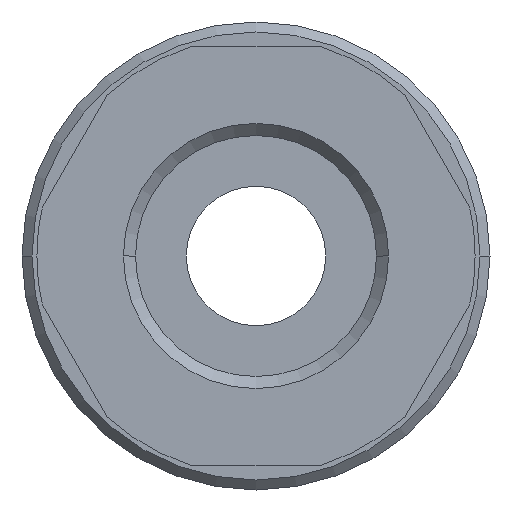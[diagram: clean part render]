
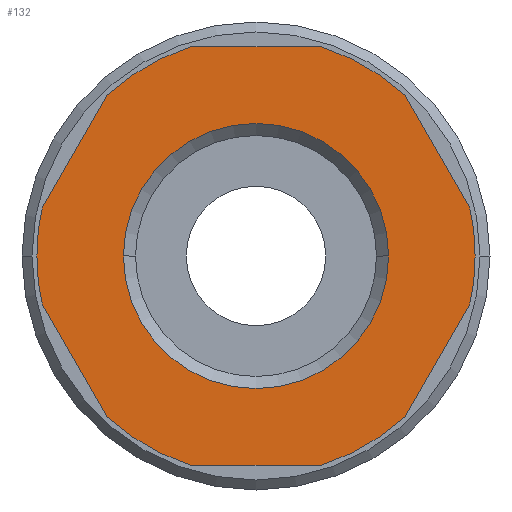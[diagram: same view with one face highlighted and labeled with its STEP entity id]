
A CAD part, front view. The second image highlights one B-rep face of the part: STEP entity #132.
In plain terms, the highlighted planar face has unit normal (0, -1, 0).
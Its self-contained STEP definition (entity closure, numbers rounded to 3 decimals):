
#132=ADVANCED_FACE('',(#346,#347),#348,.T.);
#346=FACE_BOUND('',#645,.T.);
#347=FACE_OUTER_BOUND('',#646,.T.);
#348=PLANE('',#647);
#645=EDGE_LOOP('',(#984,#985));
#646=EDGE_LOOP('',(#986,#987,#988,#989,#990,#991,#992,#993,#994,#995,#996,#997,#998,#999));
#647=AXIS2_PLACEMENT_3D('',#1000,#1001,#1002);
#984=ORIENTED_EDGE('',*,*,#1746,.T.);
#985=ORIENTED_EDGE('',*,*,#1747,.T.);
#986=ORIENTED_EDGE('',*,*,#1748,.T.);
#987=ORIENTED_EDGE('',*,*,#1749,.F.);
#988=ORIENTED_EDGE('',*,*,#1750,.T.);
#989=ORIENTED_EDGE('',*,*,#1751,.F.);
#990=ORIENTED_EDGE('',*,*,#1752,.T.);
#991=ORIENTED_EDGE('',*,*,#1753,.F.);
#992=ORIENTED_EDGE('',*,*,#1754,.F.);
#993=ORIENTED_EDGE('',*,*,#1755,.T.);
#994=ORIENTED_EDGE('',*,*,#1756,.F.);
#995=ORIENTED_EDGE('',*,*,#1757,.T.);
#996=ORIENTED_EDGE('',*,*,#1758,.F.);
#997=ORIENTED_EDGE('',*,*,#1759,.T.);
#998=ORIENTED_EDGE('',*,*,#1760,.F.);
#999=ORIENTED_EDGE('',*,*,#1761,.F.);
#1000=CARTESIAN_POINT('',(5.5,0.0,0.0));
#1001=DIRECTION('',(-0.0,-1.0,-0.0));
#1002=DIRECTION('',(-1.0,0.0,0.0));
#1746=EDGE_CURVE('',#2083,#2084,#2085,.T.);
#1747=EDGE_CURVE('',#2084,#2083,#2086,.T.);
#1748=EDGE_CURVE('',#2087,#2088,#2089,.T.);
#1749=EDGE_CURVE('',#2090,#2088,#2091,.T.);
#1750=EDGE_CURVE('',#2090,#2092,#2093,.T.);
#1751=EDGE_CURVE('',#2094,#2092,#2095,.T.);
#1752=EDGE_CURVE('',#2094,#2096,#2097,.T.);
#1753=EDGE_CURVE('',#2098,#2096,#2099,.T.);
#1754=EDGE_CURVE('',#2100,#2098,#2101,.T.);
#1755=EDGE_CURVE('',#2100,#2102,#2103,.T.);
#1756=EDGE_CURVE('',#2104,#2102,#2105,.T.);
#1757=EDGE_CURVE('',#2104,#2106,#2107,.T.);
#1758=EDGE_CURVE('',#2108,#2106,#2109,.T.);
#1759=EDGE_CURVE('',#2108,#2110,#2111,.T.);
#1760=EDGE_CURVE('',#2112,#2110,#2113,.T.);
#1761=EDGE_CURVE('',#2087,#2112,#2114,.T.);
#2083=VERTEX_POINT('',#2581);
#2084=VERTEX_POINT('',#2582);
#2085=CIRCLE('',#2583,6.655);
#2086=CIRCLE('',#2584,6.655);
#2087=VERTEX_POINT('',#2585);
#2088=VERTEX_POINT('',#2586);
#2089=LINE('',#2587,#2588);
#2090=VERTEX_POINT('',#2589);
#2091=CIRCLE('',#2590,11.0);
#2092=VERTEX_POINT('',#2591);
#2093=LINE('',#2592,#2593);
#2094=VERTEX_POINT('',#2594);
#2095=CIRCLE('',#2595,11.0);
#2096=VERTEX_POINT('',#2596);
#2097=LINE('',#2597,#2598);
#2098=VERTEX_POINT('',#2599);
#2099=CIRCLE('',#2600,11.0);
#2100=VERTEX_POINT('',#2601);
#2101=CIRCLE('',#2602,11.0);
#2102=VERTEX_POINT('',#2603);
#2103=LINE('',#2604,#2605);
#2104=VERTEX_POINT('',#2606);
#2105=CIRCLE('',#2607,11.0);
#2106=VERTEX_POINT('',#2608);
#2107=LINE('',#2609,#2610);
#2108=VERTEX_POINT('',#2611);
#2109=CIRCLE('',#2612,11.0);
#2110=VERTEX_POINT('',#2613);
#2111=LINE('',#2614,#2615);
#2112=VERTEX_POINT('',#2616);
#2113=CIRCLE('',#2617,11.0);
#2114=CIRCLE('',#2618,11.0);
#2581=CARTESIAN_POINT('',(-6.655,0.0,0.));
#2582=CARTESIAN_POINT('',(6.655,0.0,0.));
#2583=AXIS2_PLACEMENT_3D('',#3254,#3255,#3256);
#2584=AXIS2_PLACEMENT_3D('',#3257,#3258,#3259);
#2585=CARTESIAN_POINT('',(-10.733,0.0,-2.411));
#2586=CARTESIAN_POINT('',(-7.454,0.0,-8.089));
#2587=CARTESIAN_POINT('',(-8.406,0.0,-6.441));
#2588=VECTOR('',#3260,1.0);
#2589=CARTESIAN_POINT('',(-3.279,0.0,-10.5));
#2590=AXIS2_PLACEMENT_3D('',#3261,#3262,#3263);
#2591=CARTESIAN_POINT('',(3.279,0.0,-10.5));
#2592=CARTESIAN_POINT('',(2.75,0.0,-10.5));
#2593=VECTOR('',#3264,1.0);
#2594=CARTESIAN_POINT('',(7.454,0.0,-8.089));
#2595=AXIS2_PLACEMENT_3D('',#3265,#3266,#3267);
#2596=CARTESIAN_POINT('',(10.733,0.0,-2.411));
#2597=CARTESIAN_POINT('',(9.781,0.0,-4.059));
#2598=VECTOR('',#3268,1.0);
#2599=CARTESIAN_POINT('',(11.0,0.0,0.));
#2600=AXIS2_PLACEMENT_3D('',#3269,#3270,#3271);
#2601=CARTESIAN_POINT('',(10.733,0.0,2.411));
#2602=AXIS2_PLACEMENT_3D('',#3272,#3273,#3274);
#2603=CARTESIAN_POINT('',(7.454,0.0,8.089));
#2604=CARTESIAN_POINT('',(9.781,0.0,4.059));
#2605=VECTOR('',#3275,1.0);
#2606=CARTESIAN_POINT('',(3.279,0.0,10.5));
#2607=AXIS2_PLACEMENT_3D('',#3276,#3277,#3278);
#2608=CARTESIAN_POINT('',(-3.279,0.0,10.5));
#2609=CARTESIAN_POINT('',(2.75,0.0,10.5));
#2610=VECTOR('',#3279,1.0);
#2611=CARTESIAN_POINT('',(-7.454,0.0,8.089));
#2612=AXIS2_PLACEMENT_3D('',#3280,#3281,#3282);
#2613=CARTESIAN_POINT('',(-10.733,0.0,2.411));
#2614=CARTESIAN_POINT('',(-8.406,0.0,6.441));
#2615=VECTOR('',#3283,1.0);
#2616=CARTESIAN_POINT('',(-11.0,0.0,0.));
#2617=AXIS2_PLACEMENT_3D('',#3284,#3285,#3286);
#2618=AXIS2_PLACEMENT_3D('',#3287,#3288,#3289);
#3254=CARTESIAN_POINT('',(0.0,0.0,0.0));
#3255=DIRECTION('',(-0.0,1.0,0.0));
#3256=DIRECTION('',(1.0,0.0,0.0));
#3257=CARTESIAN_POINT('',(0.0,0.0,0.0));
#3258=DIRECTION('',(-0.0,1.0,0.0));
#3259=DIRECTION('',(1.0,0.0,0.0));
#3260=DIRECTION('',(0.5,0.0,-0.866));
#3261=CARTESIAN_POINT('',(0.0,0.0,0.0));
#3262=DIRECTION('',(-0.0,1.0,0.0));
#3263=DIRECTION('',(1.0,0.0,0.0));
#3264=DIRECTION('',(1.0,-0.0,0.0));
#3265=CARTESIAN_POINT('',(0.0,0.0,0.0));
#3266=DIRECTION('',(-0.0,1.0,0.0));
#3267=DIRECTION('',(1.0,0.0,0.0));
#3268=DIRECTION('',(0.5,-0.0,0.866));
#3269=CARTESIAN_POINT('',(0.0,0.0,0.0));
#3270=DIRECTION('',(-0.0,1.0,0.0));
#3271=DIRECTION('',(1.0,0.0,0.0));
#3272=CARTESIAN_POINT('',(0.0,0.0,0.0));
#3273=DIRECTION('',(-0.0,1.0,0.0));
#3274=DIRECTION('',(1.0,0.0,0.0));
#3275=DIRECTION('',(-0.5,0.0,0.866));
#3276=CARTESIAN_POINT('',(0.0,0.0,0.0));
#3277=DIRECTION('',(-0.0,1.0,0.0));
#3278=DIRECTION('',(1.0,0.0,0.0));
#3279=DIRECTION('',(-1.0,0.0,0.));
#3280=CARTESIAN_POINT('',(0.0,0.0,0.0));
#3281=DIRECTION('',(-0.0,1.0,0.0));
#3282=DIRECTION('',(1.0,0.0,0.0));
#3283=DIRECTION('',(-0.5,0.0,-0.866));
#3284=CARTESIAN_POINT('',(0.0,0.0,0.0));
#3285=DIRECTION('',(-0.0,1.0,0.0));
#3286=DIRECTION('',(1.0,0.0,0.0));
#3287=CARTESIAN_POINT('',(0.0,0.0,0.0));
#3288=DIRECTION('',(-0.0,1.0,0.0));
#3289=DIRECTION('',(1.0,0.0,0.0));
